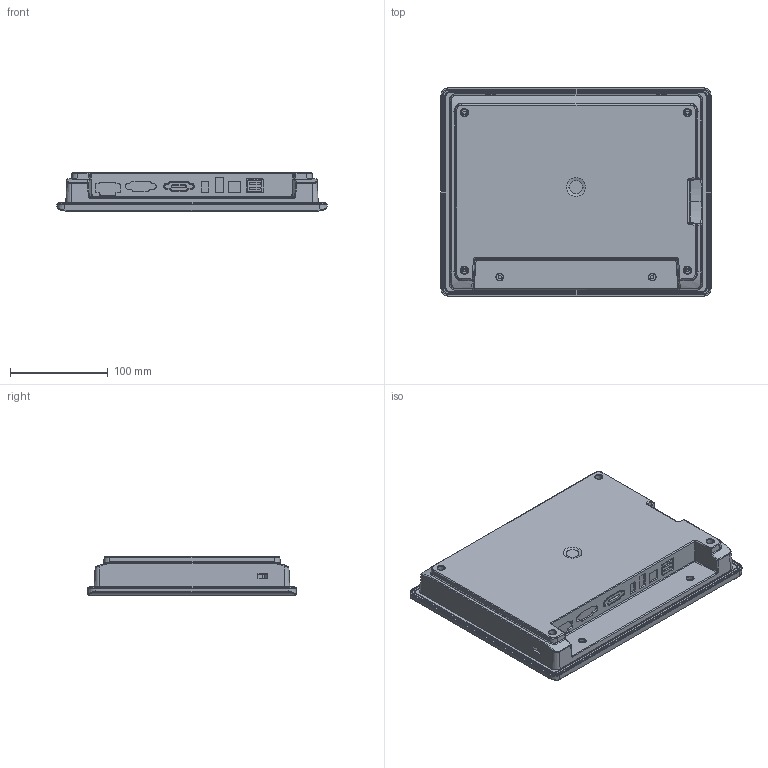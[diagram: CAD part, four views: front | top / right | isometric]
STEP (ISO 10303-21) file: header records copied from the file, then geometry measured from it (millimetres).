
FILE_DESCRIPTION (( 'STEP AP214' ), '1' );
FILE_NAME ('ETG-A8TS-HSSN-S-097_Ïàíåëü îïåðàòîðà ETG 9,7” áàçîâàÿ ïëàñòèêîâûé êîðïóñ ONI.STEP', '2018-09-25T09:07:43', ( '' ), ( '' ), 'SwSTEP 2.0', 'SolidWorks 2014', '' );
FILE_SCHEMA (( 'AUTOMOTIVE_DESIGN' ));
Length unit declared in the file: millimetre
Products named in the file (1): ETG-A8TS-HSSN-S-097_Ïàíåëü îïåðàòîðà ETG 9,7” áàçîâàÿ ïëàñòèêîâûé êîðïóñ ONI
Bounding box: 276.26 x 213.26 x 39 mm (x, y, z)
Volume: 1620597.8 mm3; surface area: 419912.9 mm2
Topology: 6 solids, 6 shells, 2313 faces, 6748 edges, 4493 vertices
Faces by surface type: plane 1225, cylinder 745, bspline 192, cone 151
Entity records: 106731 total; most frequent: CARTESIAN_POINT 52853, ORIENTED_EDGE 13492, DIRECTION 7770, EDGE_CURVE 6746, VERTEX_POINT 4493, B_SPLINE_CURVE_WITH_KNOTS 3507, LINE 2782, VECTOR 2782
